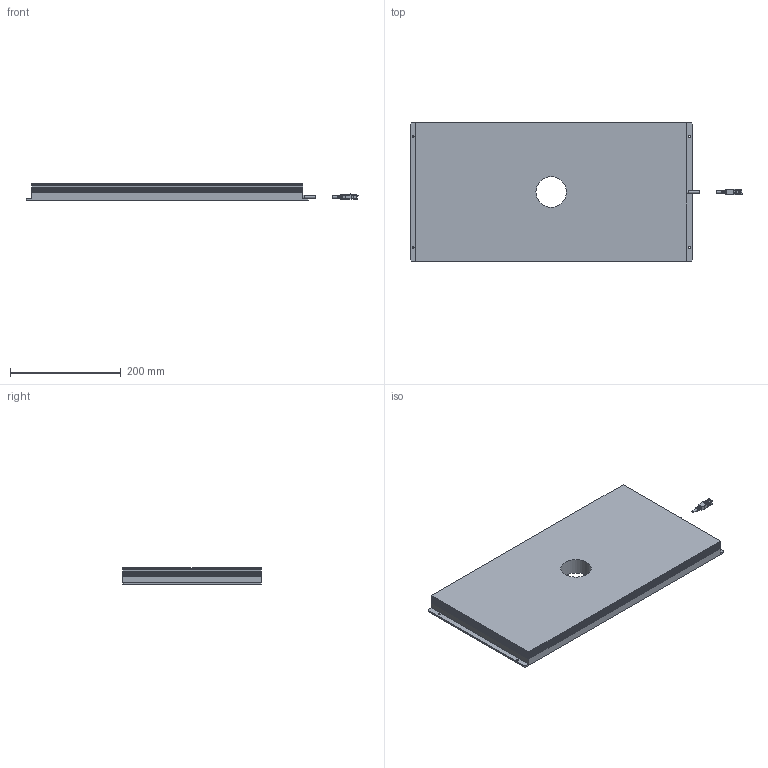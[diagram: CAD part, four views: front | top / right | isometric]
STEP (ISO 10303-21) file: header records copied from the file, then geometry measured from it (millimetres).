
FILE_DESCRIPTION(('STEP AP214'),'1');
FILE_NAME('LVB-G240480-55M.stp','2023-06-27T09:09:34',(' '),(' '),'Spatial InterOp 3D',' ',' ');
FILE_SCHEMA(('AUTOMOTIVE_DESIGN { 1 0 10303 214 1 1 1 1 }'));
Length unit declared in the file: metre
Products named in the file (3): LVB-G240480-55M; Component1; Component2
Assembly tree (2 placements, depth 2):
  LVB-G240480-55M
    Component1
    Component2
Bounding box: 598.29 x 249 x 30 mm (x, y, z)
Volume: 722824 mm3; surface area: 577966.3 mm2
Topology: 2 solids, 3 shells, 231 faces, 589 edges, 379 vertices
Faces by surface type: plane 176, cylinder 42, torus 4, bspline 4, sphere 4, cone 1
Full cylindrical faces by diameter (mm): 1.5 x1, 3.5 x4, 3.9 x2, 55 x1, 60 x1
Entity records: 11109 total; most frequent: CARTESIAN_POINT 1685, ORIENTED_EDGE 1140, DIRECTION 1097, STYLED_ITEM 625, PRESENTATION_STYLE_ASSIGNMENT 625, COLOUR_RGB 625, EDGE_CURVE 570, LINE 451
